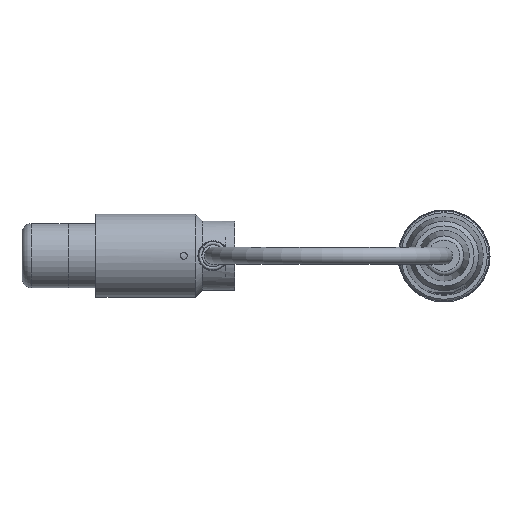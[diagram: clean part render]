
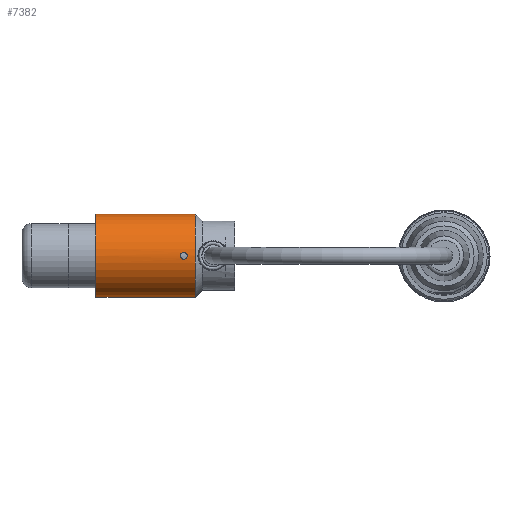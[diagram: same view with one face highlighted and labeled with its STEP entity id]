
A CAD part, front view. The second image highlights one B-rep face of the part: STEP entity #7382.
In plain terms, the highlighted cylindrical face has radius 9 mm (diameter 18 mm), a full revolution.
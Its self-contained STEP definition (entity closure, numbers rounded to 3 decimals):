
#66=B_SPLINE_CURVE_WITH_KNOTS('',3,(#16599,#16600,#16601,#16602,#16603,
#16604,#16605,#16606,#16607,#16608,#16609,#16610,#16611,#16612,#16613,#16614,
#16615,#16616,#16617,#16618,#16619,#16620,#16621,#16622,#16623,#16624,#16625,
#16626,#16627,#16628,#16629,#16630,#16631,#16632),.UNSPECIFIED.,.T.,.F.,
(4,2,2,2,2,2,2,2,2,2,2,2,2,2,2,2,4),(0.,0.028,0.057,
0.085,0.113,0.141,0.17,
0.198,0.226,0.254,0.283,
0.311,0.339,0.367,0.396,
0.424,0.452),.UNSPECIFIED.);
#67=B_SPLINE_CURVE_WITH_KNOTS('',3,(#16635,#16636,#16637,#16638,#16639,
#16640,#16641,#16642,#16643,#16644,#16645,#16646,#16647,#16648,#16649,#16650,
#16651,#16652,#16653,#16654,#16655,#16656,#16657,#16658,#16659,#16660,#16661,
#16662,#16663,#16664,#16665,#16666,#16667,#16668),.UNSPECIFIED.,.T.,.F.,
(4,2,2,2,2,2,2,2,2,2,2,2,2,2,2,2,4),(0.,0.028,0.057,
0.085,0.113,0.141,0.17,
0.198,0.226,0.254,0.283,
0.311,0.339,0.367,0.396,
0.424,0.452),.UNSPECIFIED.);
#1686=FACE_BOUND('',#2525,.T.);
#1687=FACE_BOUND('',#2526,.T.);
#1688=FACE_BOUND('',#2527,.T.);
#2080=FACE_OUTER_BOUND('',#2524,.T.);
#2524=EDGE_LOOP('',(#6539));
#2525=EDGE_LOOP('',(#6540));
#2526=EDGE_LOOP('',(#6541));
#2527=EDGE_LOOP('',(#6542));
#2894=CIRCLE('',#8136,9.);
#2895=CIRCLE('',#8138,9.);
#3567=VERTEX_POINT('',#16598);
#3568=VERTEX_POINT('',#16634);
#3570=VERTEX_POINT('',#16705);
#3571=VERTEX_POINT('',#16708);
#4563=EDGE_CURVE('',#3567,#3567,#66,.T.);
#4564=EDGE_CURVE('',#3568,#3568,#67,.T.);
#4566=EDGE_CURVE('',#3570,#3570,#2894,.T.);
#4567=EDGE_CURVE('',#3571,#3571,#2895,.T.);
#6539=ORIENTED_EDGE('',*,*,#4567,.F.);
#6540=ORIENTED_EDGE('',*,*,#4564,.T.);
#6541=ORIENTED_EDGE('',*,*,#4563,.T.);
#6542=ORIENTED_EDGE('',*,*,#4566,.F.);
#6600=CYLINDRICAL_SURFACE('',#8137,9.);
#7382=ADVANCED_FACE('',(#2080,#1686,#1687,#1688),#6600,.T.);
#8136=AXIS2_PLACEMENT_3D('',#16706,#10213,#10214);
#8137=AXIS2_PLACEMENT_3D('',#16707,#10215,#10216);
#8138=AXIS2_PLACEMENT_3D('',#16709,#10217,#10218);
#10213=DIRECTION('center_axis',(1.,0.,0.));
#10214=DIRECTION('ref_axis',(0.,-1.,0.));
#10215=DIRECTION('center_axis',(-1.,0.,0.));
#10216=DIRECTION('ref_axis',(0.,1.,0.));
#10217=DIRECTION('center_axis',(-1.,0.,0.));
#10218=DIRECTION('ref_axis',(0.,0.,
1.));
#16598=CARTESIAN_POINT('',(198.415,-266.173,-466.576));
#16599=CARTESIAN_POINT('Ctrl Pts',(198.415,-266.173,-466.576));
#16600=CARTESIAN_POINT('Ctrl Pts',(198.321,-266.173,-466.576));
#16601=CARTESIAN_POINT('Ctrl Pts',(198.22,-266.174,-466.557));
#16602=CARTESIAN_POINT('Ctrl Pts',(198.035,-266.18,-466.481));
#16603=CARTESIAN_POINT('Ctrl Pts',(197.951,-266.185,-466.423));
#16604=CARTESIAN_POINT('Ctrl Pts',(197.818,-266.192,-466.29));
#16605=CARTESIAN_POINT('Ctrl Pts',(197.76,-266.197,-466.206));
#16606=CARTESIAN_POINT('Ctrl Pts',(197.684,-266.202,-466.021));
#16607=CARTESIAN_POINT('Ctrl Pts',(197.665,-266.204,-465.921));
#16608=CARTESIAN_POINT('Ctrl Pts',(197.665,-266.204,-465.732));
#16609=CARTESIAN_POINT('Ctrl Pts',(197.684,-266.202,-465.632));
#16610=CARTESIAN_POINT('Ctrl Pts',(197.76,-266.197,-465.447));
#16611=CARTESIAN_POINT('Ctrl Pts',(197.818,-266.192,-465.363));
#16612=CARTESIAN_POINT('Ctrl Pts',(197.951,-266.185,-465.229));
#16613=CARTESIAN_POINT('Ctrl Pts',(198.035,-266.18,-465.172));
#16614=CARTESIAN_POINT('Ctrl Pts',(198.22,-266.174,-465.095));
#16615=CARTESIAN_POINT('Ctrl Pts',(198.321,-266.173,-465.076));
#16616=CARTESIAN_POINT('Ctrl Pts',(198.509,-266.173,-465.076));
#16617=CARTESIAN_POINT('Ctrl Pts',(198.61,-266.174,-465.095));
#16618=CARTESIAN_POINT('Ctrl Pts',(198.794,-266.18,-465.172));
#16619=CARTESIAN_POINT('Ctrl Pts',(198.879,-266.185,-465.229));
#16620=CARTESIAN_POINT('Ctrl Pts',(199.012,-266.192,-465.363));
#16621=CARTESIAN_POINT('Ctrl Pts',(199.07,-266.197,-465.447));
#16622=CARTESIAN_POINT('Ctrl Pts',(199.146,-266.202,-465.632));
#16623=CARTESIAN_POINT('Ctrl Pts',(199.165,-266.204,-465.732));
#16624=CARTESIAN_POINT('Ctrl Pts',(199.165,-266.204,-465.921));
#16625=CARTESIAN_POINT('Ctrl Pts',(199.146,-266.202,-466.021));
#16626=CARTESIAN_POINT('Ctrl Pts',(199.07,-266.197,-466.206));
#16627=CARTESIAN_POINT('Ctrl Pts',(199.012,-266.192,-466.29));
#16628=CARTESIAN_POINT('Ctrl Pts',(198.879,-266.185,-466.423));
#16629=CARTESIAN_POINT('Ctrl Pts',(198.794,-266.18,-466.481));
#16630=CARTESIAN_POINT('Ctrl Pts',(198.61,-266.174,-466.557));
#16631=CARTESIAN_POINT('Ctrl Pts',(198.509,-266.173,-466.576));
#16632=CARTESIAN_POINT('Ctrl Pts',(198.415,-266.173,-466.576));
#16634=CARTESIAN_POINT('',(198.415,-248.235,-466.576));
#16635=CARTESIAN_POINT('Ctrl Pts',(198.415,-248.235,-466.576));
#16636=CARTESIAN_POINT('Ctrl Pts',(198.509,-248.235,-466.576));
#16637=CARTESIAN_POINT('Ctrl Pts',(198.61,-248.234,-466.557));
#16638=CARTESIAN_POINT('Ctrl Pts',(198.794,-248.228,-466.481));
#16639=CARTESIAN_POINT('Ctrl Pts',(198.879,-248.224,-466.423));
#16640=CARTESIAN_POINT('Ctrl Pts',(199.012,-248.216,-466.29));
#16641=CARTESIAN_POINT('Ctrl Pts',(199.07,-248.212,-466.206));
#16642=CARTESIAN_POINT('Ctrl Pts',(199.146,-248.206,-466.021));
#16643=CARTESIAN_POINT('Ctrl Pts',(199.165,-248.204,-465.921));
#16644=CARTESIAN_POINT('Ctrl Pts',(199.165,-248.204,-465.732));
#16645=CARTESIAN_POINT('Ctrl Pts',(199.146,-248.206,-465.632));
#16646=CARTESIAN_POINT('Ctrl Pts',(199.07,-248.212,-465.447));
#16647=CARTESIAN_POINT('Ctrl Pts',(199.012,-248.216,-465.363));
#16648=CARTESIAN_POINT('Ctrl Pts',(198.879,-248.224,-465.229));
#16649=CARTESIAN_POINT('Ctrl Pts',(198.794,-248.228,-465.172));
#16650=CARTESIAN_POINT('Ctrl Pts',(198.61,-248.234,-465.095));
#16651=CARTESIAN_POINT('Ctrl Pts',(198.509,-248.235,-465.076));
#16652=CARTESIAN_POINT('Ctrl Pts',(198.321,-248.235,-465.076));
#16653=CARTESIAN_POINT('Ctrl Pts',(198.22,-248.234,-465.095));
#16654=CARTESIAN_POINT('Ctrl Pts',(198.035,-248.228,-465.172));
#16655=CARTESIAN_POINT('Ctrl Pts',(197.951,-248.224,-465.229));
#16656=CARTESIAN_POINT('Ctrl Pts',(197.818,-248.216,-465.363));
#16657=CARTESIAN_POINT('Ctrl Pts',(197.76,-248.212,-465.447));
#16658=CARTESIAN_POINT('Ctrl Pts',(197.684,-248.206,-465.632));
#16659=CARTESIAN_POINT('Ctrl Pts',(197.665,-248.204,-465.732));
#16660=CARTESIAN_POINT('Ctrl Pts',(197.665,-248.204,-465.921));
#16661=CARTESIAN_POINT('Ctrl Pts',(197.684,-248.206,-466.021));
#16662=CARTESIAN_POINT('Ctrl Pts',(197.76,-248.212,-466.206));
#16663=CARTESIAN_POINT('Ctrl Pts',(197.818,-248.216,-466.29));
#16664=CARTESIAN_POINT('Ctrl Pts',(197.951,-248.224,-466.423));
#16665=CARTESIAN_POINT('Ctrl Pts',(198.035,-248.228,-466.481));
#16666=CARTESIAN_POINT('Ctrl Pts',(198.22,-248.234,-466.557));
#16667=CARTESIAN_POINT('Ctrl Pts',(198.321,-248.235,-466.576));
#16668=CARTESIAN_POINT('Ctrl Pts',(198.415,-248.235,-466.576));
#16705=CARTESIAN_POINT('',(200.915,-248.204,-465.826));
#16706=CARTESIAN_POINT('Origin',(200.915,-257.204,-465.826));
#16707=CARTESIAN_POINT('Origin',(190.915,-257.204,-465.826));
#16708=CARTESIAN_POINT('',(179.415,-248.204,-465.826));
#16709=CARTESIAN_POINT('Origin',(179.415,-257.204,-465.826));
